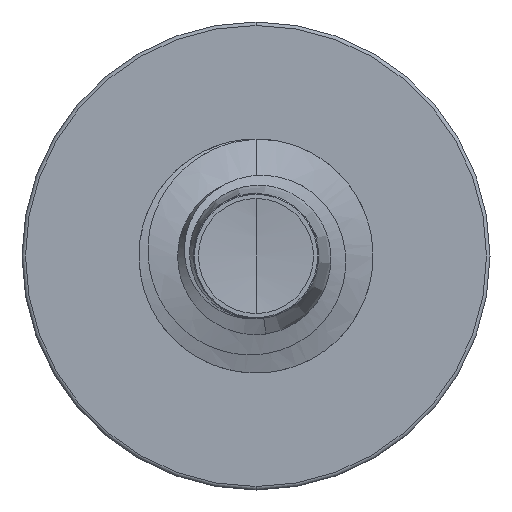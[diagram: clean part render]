
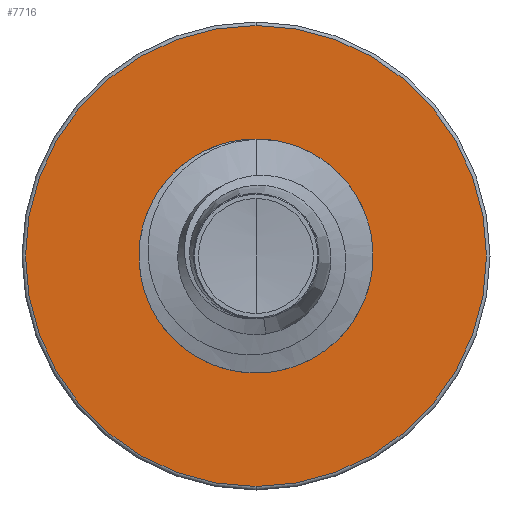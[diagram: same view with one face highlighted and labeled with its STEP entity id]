
A CAD part, front view. The second image highlights one B-rep face of the part: STEP entity #7716.
In plain terms, the highlighted planar face has unit normal (0, -1, 0).
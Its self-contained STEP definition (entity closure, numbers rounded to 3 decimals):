
#65 = EDGE_CURVE ( 'NONE', #2389, #7420, #9107, .T. ) ;
#313 = FACE_BOUND ( 'NONE', #9299, .T. ) ;
#363 = CARTESIAN_POINT ( 'NONE',  ( 0., 7., -5.91 ) ) ;
#819 = CIRCLE ( 'NONE', #7074, 2.842 ) ;
#1285 = CARTESIAN_POINT ( 'NONE',  ( 0., 7., 0. ) ) ;
#1297 = EDGE_CURVE ( 'NONE', #8565, #8439, #819, .T. ) ;
#1575 = ORIENTED_EDGE ( 'NONE', *, *, #65, .F. ) ;
#1685 = EDGE_LOOP ( 'NONE', ( #9252, #1575 ) ) ;
#2061 = DIRECTION ( 'NONE',  ( 0., 0., 1. ) ) ;
#2389 = VERTEX_POINT ( 'NONE', #363 ) ;
#3427 = DIRECTION ( 'NONE',  ( 0., 0., 1. ) ) ;
#3460 = DIRECTION ( 'NONE',  ( 0., 1., 0. ) ) ;
#3519 = AXIS2_PLACEMENT_3D ( 'NONE', #7124, #7864, #3427 ) ;
#3809 = DIRECTION ( 'NONE',  ( 0., 1., 0. ) ) ;
#4031 = DIRECTION ( 'NONE',  ( 0., 1., 0. ) ) ;
#4258 = CARTESIAN_POINT ( 'NONE',  ( 0., 7., 2.842 ) ) ;
#4817 = PLANE ( 'NONE',  #3519 ) ;
#5578 = ORIENTED_EDGE ( 'NONE', *, *, #1297, .T. ) ;
#6401 = CARTESIAN_POINT ( 'NONE',  ( 0., 7., 0. ) ) ;
#6445 = CIRCLE ( 'NONE', #7982, 5.91 ) ;
#6533 = DIRECTION ( 'NONE',  ( 0., 1., 0. ) ) ;
#7019 = CIRCLE ( 'NONE', #8776, 2.842 ) ;
#7074 = AXIS2_PLACEMENT_3D ( 'NONE', #8241, #3809, #8966 ) ;
#7124 = CARTESIAN_POINT ( 'NONE',  ( 0., 7., -2.842 ) ) ;
#7275 = CARTESIAN_POINT ( 'NONE',  ( 0., 7., -2.842 ) ) ;
#7420 = VERTEX_POINT ( 'NONE', #8147 ) ;
#7535 = ORIENTED_EDGE ( 'NONE', *, *, #9329, .T. ) ;
#7716 = ADVANCED_FACE ( 'NONE', ( #9543, #313 ), #4817, .F. ) ;
#7864 = DIRECTION ( 'NONE',  ( 0., 1., 0. ) ) ;
#7932 = AXIS2_PLACEMENT_3D ( 'NONE', #6401, #3460, #9621 ) ;
#7982 = AXIS2_PLACEMENT_3D ( 'NONE', #1285, #6533, #2061 ) ;
#8147 = CARTESIAN_POINT ( 'NONE',  ( 0., 7., 5.91 ) ) ;
#8241 = CARTESIAN_POINT ( 'NONE',  ( 0., 7., 0. ) ) ;
#8341 = EDGE_CURVE ( 'NONE', #7420, #2389, #6445, .T. ) ;
#8439 = VERTEX_POINT ( 'NONE', #7275 ) ;
#8442 = CARTESIAN_POINT ( 'NONE',  ( 0., 7., 0. ) ) ;
#8565 = VERTEX_POINT ( 'NONE', #4258 ) ;
#8776 = AXIS2_PLACEMENT_3D ( 'NONE', #8442, #4031, #9177 ) ;
#8966 = DIRECTION ( 'NONE',  ( 0., 0., 1. ) ) ;
#9107 = CIRCLE ( 'NONE', #7932, 5.91 ) ;
#9177 = DIRECTION ( 'NONE',  ( 0., 0., 1. ) ) ;
#9252 = ORIENTED_EDGE ( 'NONE', *, *, #8341, .F. ) ;
#9299 = EDGE_LOOP ( 'NONE', ( #5578, #7535 ) ) ;
#9329 = EDGE_CURVE ( 'NONE', #8439, #8565, #7019, .T. ) ;
#9543 = FACE_OUTER_BOUND ( 'NONE', #1685, .T. ) ;
#9621 = DIRECTION ( 'NONE',  ( 0., 0., 1. ) ) ;
